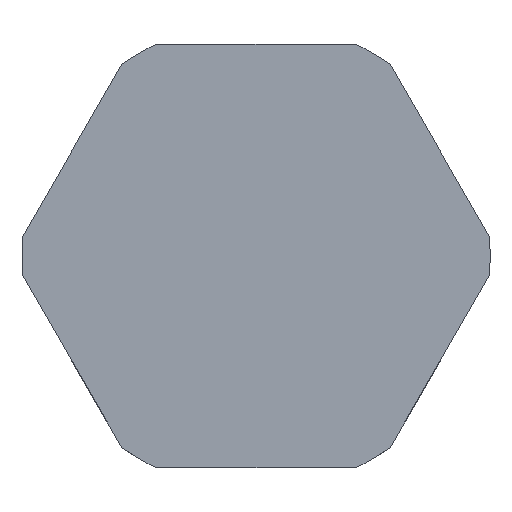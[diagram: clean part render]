
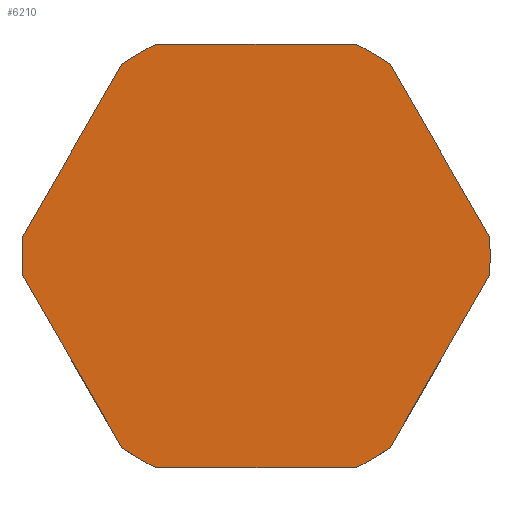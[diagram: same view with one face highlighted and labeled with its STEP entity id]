
A CAD part, top view. The second image highlights one B-rep face of the part: STEP entity #6210.
In plain terms, the highlighted planar face has unit normal (0, 0, 1).
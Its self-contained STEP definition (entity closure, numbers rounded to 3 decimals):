
#630=CARTESIAN_POINT('',(-22.,10.319,12.));
#640=VERTEX_POINT('',#630);
#670=CARTESIAN_POINT('',(-22.,0.,12.));
#680=DIRECTION('',(0.,-1.,0.));
#690=VECTOR('',#680,1.);
#700=LINE('',#670,#690);
#710=CARTESIAN_POINT('',(-22.,-10.319,12.));
#720=VERTEX_POINT('',#710);
#730=EDGE_CURVE('',#640,#720,#700,.T.);
#1490=CARTESIAN_POINT('',(22.,-10.319,12.));
#1500=VERTEX_POINT('',#1490);
#1530=CARTESIAN_POINT('',(22.,0.,12.));
#1540=DIRECTION('',(0.,1.,0.));
#1550=VECTOR('',#1540,1.);
#1560=LINE('',#1530,#1550);
#1570=CARTESIAN_POINT('',(22.,10.319,12.));
#1580=VERTEX_POINT('',#1570);
#1590=EDGE_CURVE('',#1500,#1580,#1560,.T.);
#2350=CARTESIAN_POINT('',(2.063,-24.212,12.));
#2360=VERTEX_POINT('',#2350);
#2390=CARTESIAN_POINT('',(0.,-25.403,12.));
#2400=DIRECTION('',(0.866,0.5,0.));
#2410=VECTOR('',#2400,1.);
#2420=LINE('',#2390,#2410);
#2430=CARTESIAN_POINT('',(19.937,-13.893,12.));
#2440=VERTEX_POINT('',#2430);
#2450=EDGE_CURVE('',#2360,#2440,#2420,.T.);
#2820=CARTESIAN_POINT('',(19.937,13.893,12.));
#2830=VERTEX_POINT('',#2820);
#2860=CARTESIAN_POINT('',(0.,25.403,12.));
#2870=DIRECTION('',(-0.866,0.5,0.));
#2880=VECTOR('',#2870,1.);
#2890=LINE('',#2860,#2880);
#2900=CARTESIAN_POINT('',(2.063,24.212,12.));
#2910=VERTEX_POINT('',#2900);
#2920=EDGE_CURVE('',#2830,#2910,#2890,.T.);
#4050=CARTESIAN_POINT('',(-2.063,-24.212,12.));
#4060=VERTEX_POINT('',#4050);
#4090=CARTESIAN_POINT('',(0.,0.,12.));
#4100=DIRECTION('',(0.,0.,-1.));
#4110=DIRECTION('',(-1.,0.,0.));
#4120=AXIS2_PLACEMENT_3D('',#4090,#4100,#4110);
#4130=CIRCLE('',#4120,24.3);
#4140=EDGE_CURVE('',#2360,#4060,#4130,.T.);
#4370=CARTESIAN_POINT('',(-19.937,-13.893,12.));
#4380=VERTEX_POINT('',#4370);
#4430=CARTESIAN_POINT('',(0.,0.,12.));
#4440=DIRECTION('',(0.,0.,-1.));
#4450=DIRECTION('',(-1.,0.,0.));
#4460=AXIS2_PLACEMENT_3D('',#4430,#4440,#4450);
#4470=CIRCLE('',#4460,24.3);
#4480=EDGE_CURVE('',#4380,#720,#4470,.T.);
#4660=CARTESIAN_POINT('',(0.,0.,12.));
#4670=DIRECTION('',(0.,0.,-1.));
#4680=DIRECTION('',(-1.,0.,0.));
#4690=AXIS2_PLACEMENT_3D('',#4660,#4670,#4680);
#4700=CIRCLE('',#4690,24.3);
#4710=EDGE_CURVE('',#1500,#2440,#4700,.T.);
#4910=CARTESIAN_POINT('',(0.,0.,12.));
#4920=DIRECTION('',(0.,0.,-1.));
#4930=DIRECTION('',(-1.,0.,0.));
#4940=AXIS2_PLACEMENT_3D('',#4910,#4920,#4930);
#4950=CIRCLE('',#4940,24.3);
#4960=EDGE_CURVE('',#2830,#1580,#4950,.T.);
#5160=CARTESIAN_POINT('',(0.,0.,12.));
#5170=DIRECTION('',(0.,0.,-1.));
#5180=DIRECTION('',(-1.,0.,0.));
#5190=AXIS2_PLACEMENT_3D('',#5160,#5170,#5180);
#5200=CIRCLE('',#5190,24.3);
#5210=CARTESIAN_POINT('',(-2.063,24.212,12.));
#5220=VERTEX_POINT('',#5210);
#5230=EDGE_CURVE('',#5220,#2910,#5200,.T.);
#5510=CARTESIAN_POINT('',(-19.937,13.893,12.));
#5520=VERTEX_POINT('',#5510);
#5550=CARTESIAN_POINT('',(0.,0.,12.));
#5560=DIRECTION('',(0.,0.,-1.));
#5570=DIRECTION('',(-1.,0.,0.));
#5580=AXIS2_PLACEMENT_3D('',#5550,#5560,#5570);
#5590=CIRCLE('',#5580,24.3);
#5600=EDGE_CURVE('',#640,#5520,#5590,.T.);
#5920=CARTESIAN_POINT('',(0.,0.,12.));
#5930=DIRECTION('',(0.,0.,1.));
#5940=DIRECTION('',(1.,0.,0.));
#5950=AXIS2_PLACEMENT_3D('',#5920,#5930,#5940);
#5960=PLANE('',#5950);
#5970=CARTESIAN_POINT('',(0.,-25.403,12.));
#5980=DIRECTION('',(0.866,-0.5,0.));
#5990=VECTOR('',#5980,1.);
#6000=LINE('',#5970,#5990);
#6010=EDGE_CURVE('',#4380,#4060,#6000,.T.);
#6020=ORIENTED_EDGE('',*,*,#6010,.T.);
#6030=ORIENTED_EDGE('',*,*,#4480,.F.);
#6040=ORIENTED_EDGE('',*,*,#730,.T.);
#6050=ORIENTED_EDGE('',*,*,#5600,.F.);
#6060=CARTESIAN_POINT('',(0.,25.403,12.));
#6070=DIRECTION('',(-0.866,-0.5,0.));
#6080=VECTOR('',#6070,1.);
#6090=LINE('',#6060,#6080);
#6100=EDGE_CURVE('',#5220,#5520,#6090,.T.);
#6110=ORIENTED_EDGE('',*,*,#6100,.T.);
#6120=ORIENTED_EDGE('',*,*,#5230,.F.);
#6130=ORIENTED_EDGE('',*,*,#2920,.T.);
#6140=ORIENTED_EDGE('',*,*,#4960,.F.);
#6150=ORIENTED_EDGE('',*,*,#1590,.T.);
#6160=ORIENTED_EDGE('',*,*,#4710,.F.);
#6170=ORIENTED_EDGE('',*,*,#2450,.T.);
#6180=ORIENTED_EDGE('',*,*,#4140,.F.);
#6190=EDGE_LOOP('',(#6180,#6170,#6160,#6150,#6140,#6130,#6120,#6110,
#6050,#6040,#6030,#6020));
#6200=FACE_OUTER_BOUND('',#6190,.T.);
#6210=ADVANCED_FACE('',(#6200),#5960,.T.);
